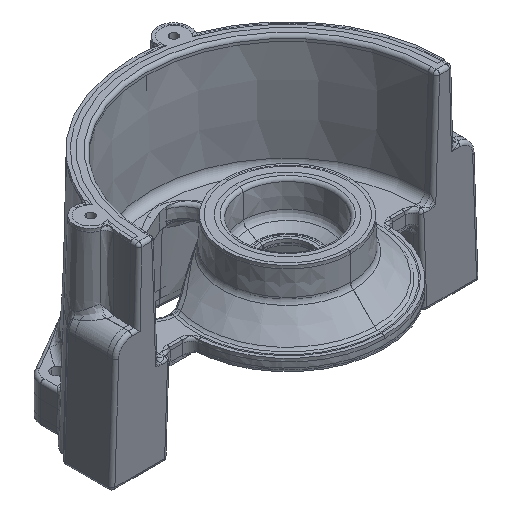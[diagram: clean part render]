
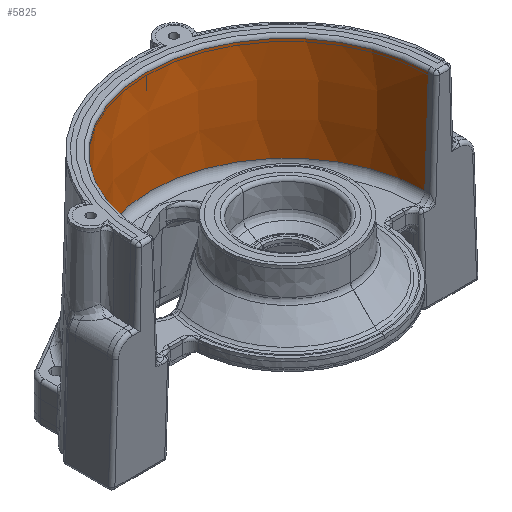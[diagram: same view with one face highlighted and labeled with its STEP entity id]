
A CAD part, isometric view. The second image highlights one B-rep face of the part: STEP entity #5825.
In plain terms, the highlighted conical face has half-angle 2 degrees and reference radius 85.07 mm.
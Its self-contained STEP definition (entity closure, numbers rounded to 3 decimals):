
#657 = DIRECTION ( 'NONE',  ( -0.035, 0.999, 0. ) ) ;
#663 = EDGE_CURVE ( 'NONE', #1501, #2657, #6518, .T. ) ;
#1092 = VERTEX_POINT ( 'NONE', #15734 ) ;
#1413 = DIRECTION ( 'NONE',  ( 0.035, 0.999, 0. ) ) ;
#1501 = VERTEX_POINT ( 'NONE', #2901 ) ;
#1682 = ORIENTED_EDGE ( 'NONE', *, *, #17269, .F. ) ;
#2408 = CARTESIAN_POINT ( 'NONE',  ( 87.433, 77.87, 0. ) ) ;
#2657 = VERTEX_POINT ( 'NONE', #12375 ) ;
#2901 = CARTESIAN_POINT ( 'NONE',  ( -85.238, 15.026, 0. ) ) ;
#3535 = LINE ( 'NONE', #16125, #7172 ) ;
#3769 = EDGE_CURVE ( 'NONE', #3986, #1092, #14828, .T. ) ;
#3986 = VERTEX_POINT ( 'NONE', #2408 ) ;
#4771 = DIRECTION ( 'NONE',  ( 0., 0., -1. ) ) ;
#5754 = FACE_OUTER_BOUND ( 'NONE', #14546, .T. ) ;
#5825 = ADVANCED_FACE ( 'NONE', ( #5754 ), #15405, .F. ) ;
#6518 = CIRCLE ( 'NONE', #7390, 85.238 ) ;
#7006 = ORIENTED_EDGE ( 'NONE', *, *, #19814, .T. ) ;
#7172 = VECTOR ( 'NONE', #657, 1000. ) ;
#7390 = AXIS2_PLACEMENT_3D ( 'NONE', #19408, #11558, #13150 ) ;
#8306 = ORIENTED_EDGE ( 'NONE', *, *, #3769, .T. ) ;
#9380 = AXIS2_PLACEMENT_3D ( 'NONE', #12687, #9670, #19015 ) ;
#9670 = DIRECTION ( 'NONE',  ( 0., 1., 0. ) ) ;
#11558 = DIRECTION ( 'NONE',  ( 0., -1., 0. ) ) ;
#12375 = CARTESIAN_POINT ( 'NONE',  ( 85.238, 15.026, 0. ) ) ;
#12687 = CARTESIAN_POINT ( 'NONE',  ( 0., 10.2, 0. ) ) ;
#13150 = DIRECTION ( 'NONE',  ( 0., 0., 1. ) ) ;
#14335 = ORIENTED_EDGE ( 'NONE', *, *, #663, .T. ) ;
#14546 = EDGE_LOOP ( 'NONE', ( #1682, #14335, #7006, #8306 ) ) ;
#14582 = AXIS2_PLACEMENT_3D ( 'NONE', #18212, #19876, #4771 ) ;
#14828 = CIRCLE ( 'NONE', #14582, 87.433 ) ;
#15405 = CONICAL_SURFACE ( 'NONE', #9380, 85.07, 0.035 ) ;
#15734 = CARTESIAN_POINT ( 'NONE',  ( -87.433, 77.87, 0. ) ) ;
#16125 = CARTESIAN_POINT ( 'NONE',  ( -87.5, 79.8, 0. ) ) ;
#16749 = LINE ( 'NONE', #16988, #17238 ) ;
#16988 = CARTESIAN_POINT ( 'NONE',  ( 87.5, 79.8, 0. ) ) ;
#17238 = VECTOR ( 'NONE', #1413, 1000. ) ;
#17269 = EDGE_CURVE ( 'NONE', #1501, #1092, #3535, .T. ) ;
#18212 = CARTESIAN_POINT ( 'NONE',  ( 0., 77.87, 0. ) ) ;
#19015 = DIRECTION ( 'NONE',  ( 0., 0., 1. ) ) ;
#19408 = CARTESIAN_POINT ( 'NONE',  ( 0., 15.026, 0. ) ) ;
#19814 = EDGE_CURVE ( 'NONE', #2657, #3986, #16749, .T. ) ;
#19876 = DIRECTION ( 'NONE',  ( 0., 1., 0. ) ) ;
